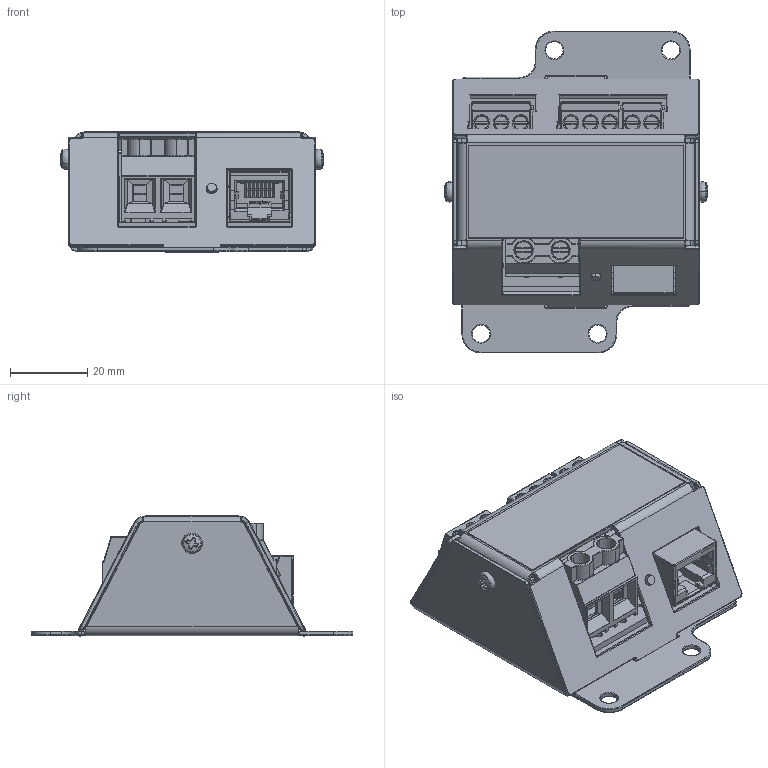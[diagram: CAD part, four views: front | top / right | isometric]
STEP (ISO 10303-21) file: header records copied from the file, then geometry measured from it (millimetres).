
FILE_DESCRIPTION (( 'STEP AP214' ), '1' );
FILE_NAME ('Part4.STEP', '2018-07-02T00:54:26', ( '' ), ( '' ), 'SwSTEP 2.0', 'SolidWorks 2016', '' );
FILE_SCHEMA (( 'AUTOMOTIVE_DESIGN' ));
Length unit declared in the file: millimetre
Products named in the file (1): Part4
Bounding box: 68.27 x 83.5 x 31.22 mm (x, y, z)
Surface area: 47740.5 mm2 (no closed solid volume)
Topology: 0 solids, 51 shells, 3116 faces, 7447 edges, 4401 vertices
Faces by surface type: cylinder 1109, bspline 1006, plane 972, cone 29
Entity records: 107806 total; most frequent: CARTESIAN_POINT 40665, ORIENTED_EDGE 14718, DIRECTION 13032, EDGE_CURVE 7362, AXIS2_PLACEMENT_3D 4809, VERTEX_POINT 4406, LINE 3414, VECTOR 3414
